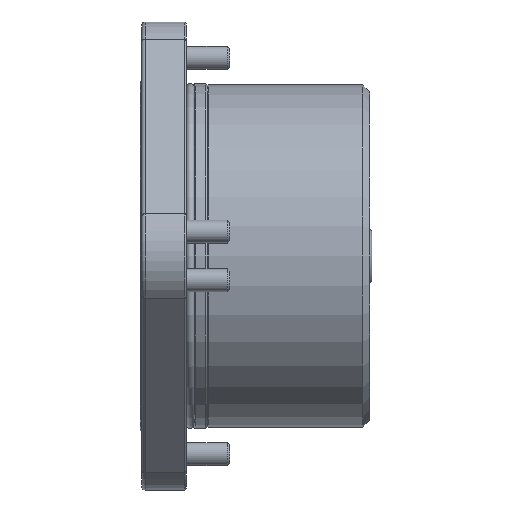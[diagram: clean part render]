
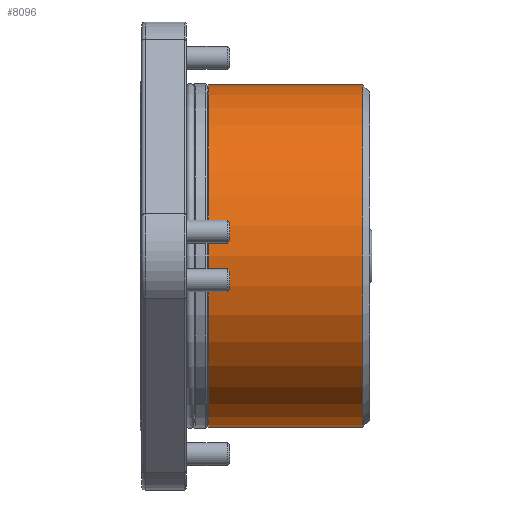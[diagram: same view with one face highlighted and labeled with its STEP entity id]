
A CAD part, left-side view. The second image highlights one B-rep face of the part: STEP entity #8096.
In plain terms, the highlighted cylindrical face has radius 37.3 mm (diameter 74.6 mm), a full revolution.
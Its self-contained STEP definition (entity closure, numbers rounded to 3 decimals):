
#632 = ORIENTED_EDGE ( 'NONE', *, *, #6630, .F. ) ;
#1092 = CARTESIAN_POINT ( 'NONE',  ( 0., -48.5, 0. ) ) ;
#1285 = CYLINDRICAL_SURFACE ( 'NONE', #6460, 37.3 ) ;
#2771 = DIRECTION ( 'NONE',  ( 0., 1., 0. ) ) ;
#2799 = CIRCLE ( 'NONE', #9455, 37.3 ) ;
#3350 = ORIENTED_EDGE ( 'NONE', *, *, #7337, .T. ) ;
#4900 = DIRECTION ( 'NONE',  ( 0., 1., 0. ) ) ;
#5442 = CARTESIAN_POINT ( 'NONE',  ( 0., -12.352, 0. ) ) ;
#6460 = AXIS2_PLACEMENT_3D ( 'NONE', #5442, #2771, #14030 ) ;
#6630 = EDGE_CURVE ( 'NONE', #15640, #15640, #9716, .T. ) ;
#7337 = EDGE_CURVE ( 'NONE', #12905, #12905, #2799, .T. ) ;
#8096 = ADVANCED_FACE ( 'NONE', ( #14121, #8470 ), #1285, .T. ) ;
#8470 = FACE_OUTER_BOUND ( 'NONE', #14193, .T. ) ;
#8560 = CARTESIAN_POINT ( 'NONE',  ( 37.3, -14.9, 0. ) ) ;
#8944 = DIRECTION ( 'NONE',  ( 1., 0., 0. ) ) ;
#9077 = CARTESIAN_POINT ( 'NONE',  ( 0., -14.9, 0. ) ) ;
#9455 = AXIS2_PLACEMENT_3D ( 'NONE', #1092, #9776, #8944 ) ;
#9716 = CIRCLE ( 'NONE', #10926, 37.3 ) ;
#9776 = DIRECTION ( 'NONE',  ( 0., 1., 0. ) ) ;
#10926 = AXIS2_PLACEMENT_3D ( 'NONE', #9077, #4900, #17508 ) ;
#12905 = VERTEX_POINT ( 'NONE', #18655 ) ;
#14030 = DIRECTION ( 'NONE',  ( 1., 0., 0. ) ) ;
#14121 = FACE_OUTER_BOUND ( 'NONE', #17620, .T. ) ;
#14193 = EDGE_LOOP ( 'NONE', ( #632 ) ) ;
#15640 = VERTEX_POINT ( 'NONE', #8560 ) ;
#17508 = DIRECTION ( 'NONE',  ( 1., 0., 0. ) ) ;
#17620 = EDGE_LOOP ( 'NONE', ( #3350 ) ) ;
#18655 = CARTESIAN_POINT ( 'NONE',  ( 37.3, -48.5, 0. ) ) ;
